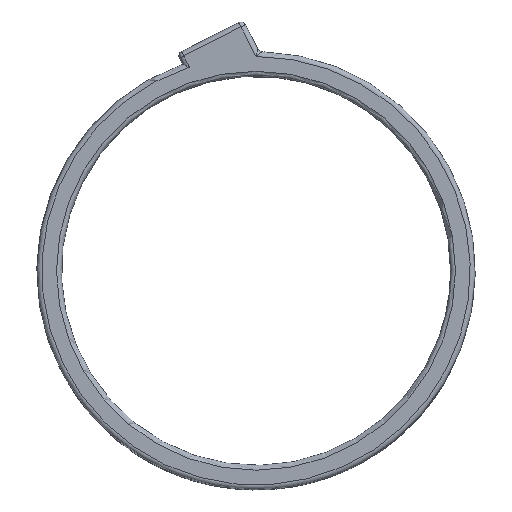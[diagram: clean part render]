
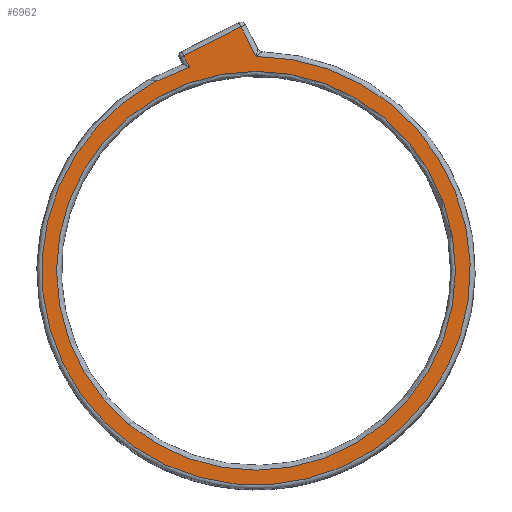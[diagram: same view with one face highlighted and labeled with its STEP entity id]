
A CAD part, top view. The second image highlights one B-rep face of the part: STEP entity #6962.
In plain terms, the highlighted planar face has unit normal (0, 0, 1).
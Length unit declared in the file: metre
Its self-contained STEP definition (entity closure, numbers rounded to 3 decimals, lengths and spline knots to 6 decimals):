
#173=PLANE('',#7522);
#510=CIRCLE('',#7523,0.0405);
#511=CIRCLE('',#7524,0.0435);
#676=LINE('',#10622,#1156);
#677=LINE('',#10625,#1157);
#678=LINE('',#10627,#1158);
#1156=VECTOR('',#8274,1.);
#1157=VECTOR('',#8275,1.);
#1158=VECTOR('',#8276,1.);
#1919=ORIENTED_EDGE('',*,*,#4111,.T.);
#1920=ORIENTED_EDGE('',*,*,#4112,.T.);
#1921=ORIENTED_EDGE('',*,*,#4113,.T.);
#1922=ORIENTED_EDGE('',*,*,#4114,.T.);
#1923=ORIENTED_EDGE('',*,*,#4115,.T.);
#4111=EDGE_CURVE('',#5200,#5200,#510,.F.);
#4112=EDGE_CURVE('',#5201,#5202,#676,.T.);
#4113=EDGE_CURVE('',#5202,#5203,#677,.T.);
#4114=EDGE_CURVE('',#5203,#5204,#678,.F.);
#4115=EDGE_CURVE('',#5204,#5201,#511,.T.);
#5200=VERTEX_POINT('',#10621);
#5201=VERTEX_POINT('',#10623);
#5202=VERTEX_POINT('',#10624);
#5203=VERTEX_POINT('',#10626);
#5204=VERTEX_POINT('',#10628);
#5994=EDGE_LOOP('',(#1919));
#5995=EDGE_LOOP('',(#1920,#1921,#1922,#1923));
#6448=FACE_BOUND('',#5994,.T.);
#6449=FACE_BOUND('',#5995,.T.);
#6962=ADVANCED_FACE('',(#6448,#6449),#173,.T.);
#7522=AXIS2_PLACEMENT_3D('',#10619,#8270,#8271);
#7523=AXIS2_PLACEMENT_3D('',#10620,#8272,#8273);
#7524=AXIS2_PLACEMENT_3D('',#10629,#8277,#8278);
#8270=DIRECTION('',(0.,0.,1.));
#8271=DIRECTION('',(1.,0.,0.));
#8272=DIRECTION('',(0.,0.,1.));
#8273=DIRECTION('',(1.,0.,0.));
#8274=DIRECTION('',(-0.454,0.891,0.));
#8275=DIRECTION('',(-0.891,-0.454,0.));
#8276=DIRECTION('',(-0.454,0.891,0.));
#8277=DIRECTION('',(0.,0.,1.));
#8278=DIRECTION('',(1.,0.,0.));
#10619=CARTESIAN_POINT('',(0.,0.,0.006));
#10620=CARTESIAN_POINT('',(0.,0.,0.006));
#10621=CARTESIAN_POINT('',(0.0405,0.,0.006));
#10622=CARTESIAN_POINT('',(-0.003518,0.050405,0.006));
#10623=CARTESIAN_POINT('',(0.,0.0435,0.006));
#10624=CARTESIAN_POINT('',(-0.003064,0.049514,0.006));
#10625=CARTESIAN_POINT('',(-0.015539,0.043158,0.006));
#10626=CARTESIAN_POINT('',(-0.014648,0.043612,0.006));
#10627=CARTESIAN_POINT('',(-0.01402,0.042381,0.006));
#10628=CARTESIAN_POINT('',(-0.013496,0.041353,0.006));
#10629=CARTESIAN_POINT('',(0.,0.,0.006));
